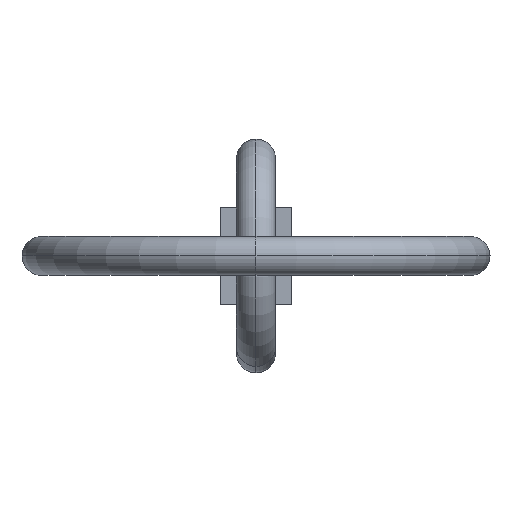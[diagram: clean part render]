
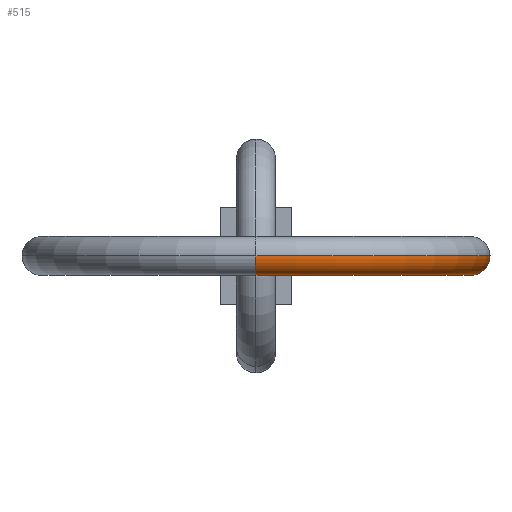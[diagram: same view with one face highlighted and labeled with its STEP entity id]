
A CAD part, left-side view. The second image highlights one B-rep face of the part: STEP entity #515.
In plain terms, the highlighted toroidal (fillet/blend) face has major radius 11 mm and minor radius 1 mm.
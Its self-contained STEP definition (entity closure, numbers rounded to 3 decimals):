
#515=ADVANCED_FACE('',(#961),#962,.T.);
#961=FACE_OUTER_BOUND('',#1150,.T.);
#962=TOROIDAL_SURFACE('',#1151,11.0,1.0);
#1150=EDGE_LOOP('',(#1423,#1424,#1425,#1426));
#1151=AXIS2_PLACEMENT_3D('',#1427,#1428,#1429);
#1423=ORIENTED_EDGE('',*,*,#1778,.F.);
#1424=ORIENTED_EDGE('',*,*,#1779,.T.);
#1425=ORIENTED_EDGE('',*,*,#1780,.F.);
#1426=ORIENTED_EDGE('',*,*,#1781,.T.);
#1427=CARTESIAN_POINT('',(-9.49,0.0,0.0));
#1428=DIRECTION('',(0.0,0.0,1.0));
#1429=DIRECTION('',(1.0,0.0,0.0));
#1778=EDGE_CURVE('',#2088,#2089,#2090,.T.);
#1779=EDGE_CURVE('',#2088,#2091,#2092,.T.);
#1780=EDGE_CURVE('',#2093,#2091,#2094,.T.);
#1781=EDGE_CURVE('',#2093,#2089,#2095,.T.);
#2088=VERTEX_POINT('',#2112);
#2089=VERTEX_POINT('',#2113);
#2090=CIRCLE('',#2114,12.0);
#2091=VERTEX_POINT('',#2115);
#2092=CIRCLE('',#2116,1.0);
#2093=VERTEX_POINT('',#2117);
#2094=CIRCLE('',#2118,10.0);
#2095=CIRCLE('',#2119,1.0);
#2112=CARTESIAN_POINT('',(-21.49,0.,0.));
#2113=CARTESIAN_POINT('',(2.51,0.,0.));
#2114=AXIS2_PLACEMENT_3D('',#2136,#2137,#2138);
#2115=CARTESIAN_POINT('',(-19.49,0.,0.));
#2116=AXIS2_PLACEMENT_3D('',#2139,#2140,#2141);
#2117=CARTESIAN_POINT('',(0.51,0.,0.));
#2118=AXIS2_PLACEMENT_3D('',#2142,#2143,#2144);
#2119=AXIS2_PLACEMENT_3D('',#2145,#2146,#2147);
#2136=CARTESIAN_POINT('',(-9.49,0.0,0.));
#2137=DIRECTION('',(0.0,0.0,1.0));
#2138=DIRECTION('',(1.0,0.0,0.0));
#2139=CARTESIAN_POINT('',(-20.49,0.,0.0));
#2140=DIRECTION('',(0.,-1.0,0.0));
#2141=DIRECTION('',(-1.0,0.,0.0));
#2142=CARTESIAN_POINT('',(-9.49,0.0,0.));
#2143=DIRECTION('',(0.0,0.0,-1.0));
#2144=DIRECTION('',(1.0,0.0,0.0));
#2145=CARTESIAN_POINT('',(1.51,0.,0.0));
#2146=DIRECTION('',(0.,-1.0,0.0));
#2147=DIRECTION('',(1.0,0.,-0.0));
